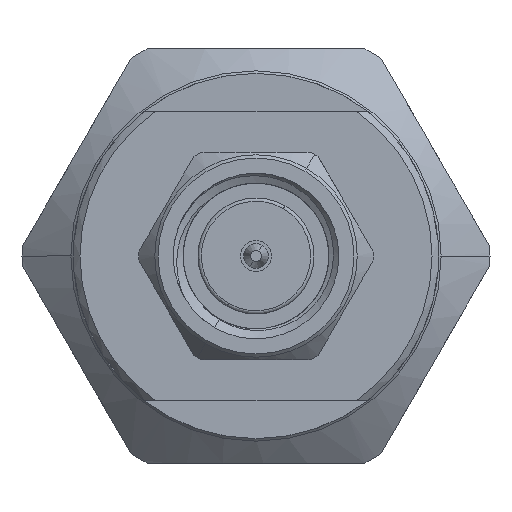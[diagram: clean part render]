
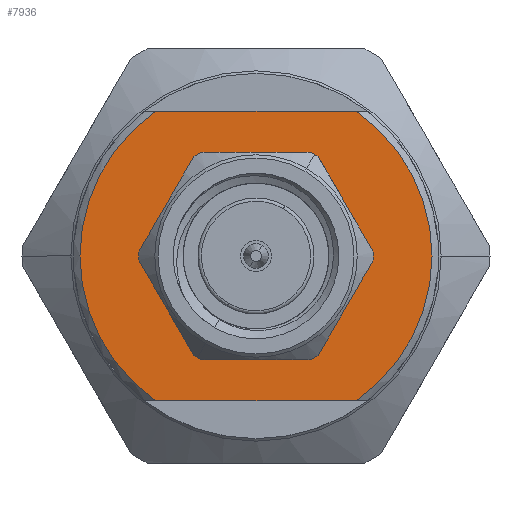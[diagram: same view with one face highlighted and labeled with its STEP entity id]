
A CAD part, left-side view. The second image highlights one B-rep face of the part: STEP entity #7936.
In plain terms, the highlighted planar face has unit normal (-1, 0, 0).
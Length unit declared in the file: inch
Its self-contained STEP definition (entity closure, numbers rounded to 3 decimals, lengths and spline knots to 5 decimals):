
#90 = EDGE_CURVE ( 'NONE', #4201, #1766, #7399, .T. ) ;
#124 = VECTOR ( 'NONE', #6655, 39.37008 ) ;
#494 = FACE_OUTER_BOUND ( 'NONE', #2156, .T. ) ;
#525 = EDGE_CURVE ( 'NONE', #5710, #1493, #7134, .T. ) ;
#802 = CARTESIAN_POINT ( 'NONE',  ( 0.37697, -0.15098, 0.2185 ) ) ;
#920 = DIRECTION ( 'NONE',  ( -1., 0., 0. ) ) ;
#1319 = DIRECTION ( 'NONE',  ( -1., 0., 0. ) ) ;
#1323 = ORIENTED_EDGE ( 'NONE', *, *, #90, .T. ) ;
#1493 = VERTEX_POINT ( 'NONE', #4639 ) ;
#1509 = ORIENTED_EDGE ( 'NONE', *, *, #5300, .T. ) ;
#1766 = VERTEX_POINT ( 'NONE', #3888 ) ;
#1832 = AXIS2_PLACEMENT_3D ( 'NONE', #3842, #2606, #3868 ) ;
#1881 = EDGE_CURVE ( 'NONE', #1493, #5710, #5730, .T. ) ;
#2002 = CIRCLE ( 'NONE', #3013, 0.26559 ) ;
#2047 = EDGE_CURVE ( 'NONE', #1766, #7528, #2002, .T. ) ;
#2142 = DIRECTION ( 'NONE',  ( -1., 0., 0. ) ) ;
#2154 = CARTESIAN_POINT ( 'NONE',  ( 0.37697, -0.33962, 0.2185 ) ) ;
#2156 = EDGE_LOOP ( 'NONE', ( #6638, #1323, #5582, #1509 ) ) ;
#2349 = FACE_BOUND ( 'NONE', #7320, .T. ) ;
#2515 = CARTESIAN_POINT ( 'NONE',  ( 0.37697, 0., 0. ) ) ;
#2606 = DIRECTION ( 'NONE',  ( -1., 0., 0. ) ) ;
#2652 = DIRECTION ( 'NONE',  ( 0., 0., 1. ) ) ;
#3013 = AXIS2_PLACEMENT_3D ( 'NONE', #2515, #1319, #2652 ) ;
#3842 = CARTESIAN_POINT ( 'NONE',  ( 0.37697, 0., 0. ) ) ;
#3848 = AXIS2_PLACEMENT_3D ( 'NONE', #6028, #7882, #6600 ) ;
#3868 = DIRECTION ( 'NONE',  ( 0., 0., 1. ) ) ;
#3888 = CARTESIAN_POINT ( 'NONE',  ( 0.37697, 0.15098, 0.2185 ) ) ;
#4152 = ORIENTED_EDGE ( 'NONE', *, *, #525, .F. ) ;
#4201 = VERTEX_POINT ( 'NONE', #802 ) ;
#4621 = PLANE ( 'NONE',  #7520 ) ;
#4639 = CARTESIAN_POINT ( 'NONE',  ( 0.37697, 0.0525, -0.09093 ) ) ;
#4646 = CARTESIAN_POINT ( 'NONE',  ( 0.37697, 0., 0. ) ) ;
#4882 = DIRECTION ( 'NONE',  ( 0., -1., 0. ) ) ;
#4986 = CARTESIAN_POINT ( 'NONE',  ( 0.37697, 0.15098, -0.2185 ) ) ;
#5031 = CARTESIAN_POINT ( 'NONE',  ( 0.37697, -0.15098, -0.2185 ) ) ;
#5210 = DIRECTION ( 'NONE',  ( 0., 0., 1. ) ) ;
#5213 = CARTESIAN_POINT ( 'NONE',  ( 0.37697, -0.0525, 0.09093 ) ) ;
#5291 = DIRECTION ( 'NONE',  ( 0., 0., 1. ) ) ;
#5300 = EDGE_CURVE ( 'NONE', #7528, #6071, #7947, .T. ) ;
#5582 = ORIENTED_EDGE ( 'NONE', *, *, #2047, .T. ) ;
#5710 = VERTEX_POINT ( 'NONE', #5213 ) ;
#5730 = CIRCLE ( 'NONE', #6956, 0.105 ) ;
#6028 = CARTESIAN_POINT ( 'NONE',  ( 0.37697, 0., 0. ) ) ;
#6071 = VERTEX_POINT ( 'NONE', #5031 ) ;
#6219 = ORIENTED_EDGE ( 'NONE', *, *, #1881, .F. ) ;
#6511 = CARTESIAN_POINT ( 'NONE',  ( 0.37697, 0.08413, 0. ) ) ;
#6564 = VECTOR ( 'NONE', #4882, 39.37008 ) ;
#6600 = DIRECTION ( 'NONE',  ( 0., 0., 1. ) ) ;
#6638 = ORIENTED_EDGE ( 'NONE', *, *, #8066, .T. ) ;
#6655 = DIRECTION ( 'NONE',  ( 0., 1., 0. ) ) ;
#6956 = AXIS2_PLACEMENT_3D ( 'NONE', #4646, #920, #5291 ) ;
#7134 = CIRCLE ( 'NONE', #1832, 0.105 ) ;
#7320 = EDGE_LOOP ( 'NONE', ( #6219, #4152 ) ) ;
#7399 = LINE ( 'NONE', #2154, #124 ) ;
#7520 = AXIS2_PLACEMENT_3D ( 'NONE', #6511, #2142, #5210 ) ;
#7528 = VERTEX_POINT ( 'NONE', #4986 ) ;
#7585 = CIRCLE ( 'NONE', #3848, 0.26559 ) ;
#7882 = DIRECTION ( 'NONE',  ( -1., 0., 0. ) ) ;
#7936 = ADVANCED_FACE ( 'NONE', ( #2349, #494 ), #4621, .T. ) ;
#7947 = LINE ( 'NONE', #8045, #6564 ) ;
#8045 = CARTESIAN_POINT ( 'NONE',  ( 0.37697, -0.33962, -0.2185 ) ) ;
#8066 = EDGE_CURVE ( 'NONE', #6071, #4201, #7585, .T. ) ;
